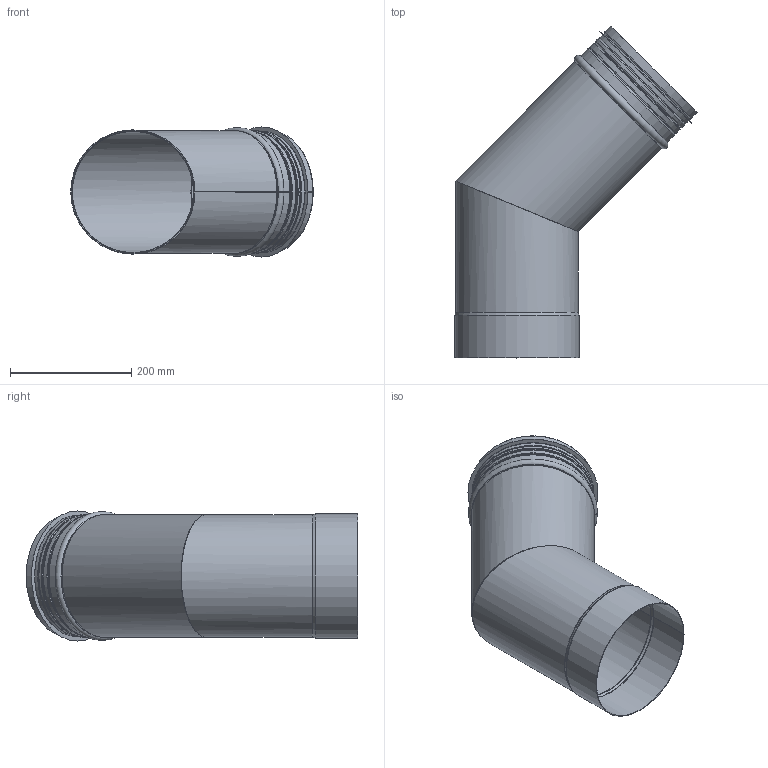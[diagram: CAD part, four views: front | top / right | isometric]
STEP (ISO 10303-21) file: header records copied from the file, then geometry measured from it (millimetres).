
FILE_DESCRIPTION(/* description */ ('Rörämne böj imkanal'),/* implementation_level */ '2;1');
FILE_NAME(/* name */ 'HVH-45-3.stp',/* time_stamp */ '2016-02-10T14:34:55+01:00',/* author */ ('CAD'),/* organization */ (''),/* preprocessor_version */ 'ST-DEVELOPER v15.6',/* originating_system */ 'Autodesk Inventor 2015',/* authorisation */ '');
FILE_SCHEMA (('AUTOMOTIVE_DESIGN { 1 0 10303 214 3 1 1 }'));
Length unit declared in the file: millimetre
Products named in the file (5): HVH-45-AA-3; HVH-45-AB-3; HIK-AA-4; HIK-AB-4; HVH-45-3
Assembly tree (4 placements, depth 2):
  HVH-45-3
    HVH-45-AA-3
    HVH-45-AB-3
    HIK-AA-4
    HIK-AB-4
Bounding box: 400.29 x 547.69 x 214.6 mm (x, y, z)
Volume: 398920.1 mm3; surface area: 781948.4 mm2
Topology: 4 solids, 4 shells, 128 faces, 253 edges, 133 vertices
Faces by surface type: plane 62, torus 32, cylinder 22, cone 12
Full cylindrical faces by diameter (mm): 197 x2, 200.6 x2, 201.6 x1, 214.6 x1
Entity records: 3395 total; most frequent: DIRECTION 640, CARTESIAN_POINT 509, ORIENTED_EDGE 478, AXIS2_PLACEMENT_3D 264, EDGE_CURVE 239, EDGE_LOOP 146, VERTEX_POINT 133, STYLED_ITEM 132
